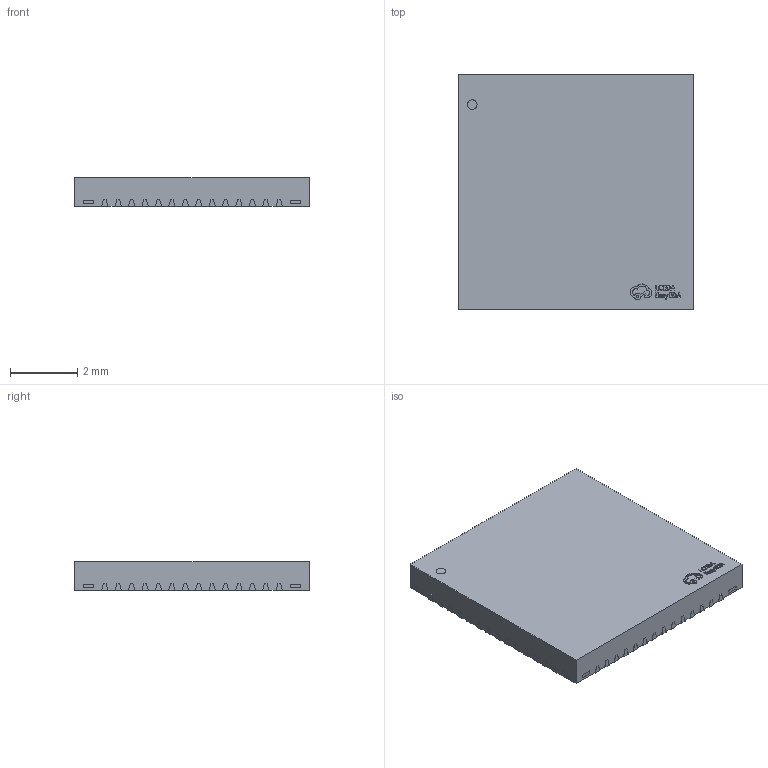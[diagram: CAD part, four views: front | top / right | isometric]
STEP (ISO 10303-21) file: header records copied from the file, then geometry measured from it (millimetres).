
FILE_DESCRIPTION(('FreeCAD Model'),'2;1');
FILE_NAME('Open CASCADE Shape Model','2024-06-09T13:30:01',(''),(''), 'Open CASCADE STEP processor 7.6','FreeCAD','Unknown');
FILE_SCHEMA(('AUTOMOTIVE_DESIGN { 1 0 10303 214 1 1 1 1 }'));
Length unit declared in the file: millimetre
Products named in the file (4): PCBModel; U1; LQFN-56_L7.0-W7.0-P0.4-EP; SOLID
Assembly tree (3 placements, depth 4):
  PCBModel
    U1
      LQFN-56_L7.0-W7.0-P0.4-EP
        SOLID
Bounding box: 7.02 x 7.02 x 0.88 mm (x, y, z)
Volume: 41.9 mm3; surface area: 123.9 mm2
Topology: 1 solids, 1 shells, 788 faces, 2250 edges, 1500 vertices
Faces by surface type: plane 616, bspline 112, cylinder 60
Entity records: 32162 total; most frequent: CARTESIAN_POINT 6646, ORIENTED_EDGE 4500, DIRECTION 3502, EDGE_CURVE 2250, LINE 1902, VECTOR 1902, VERTEX_POINT 1500, FACE_BOUND 824
